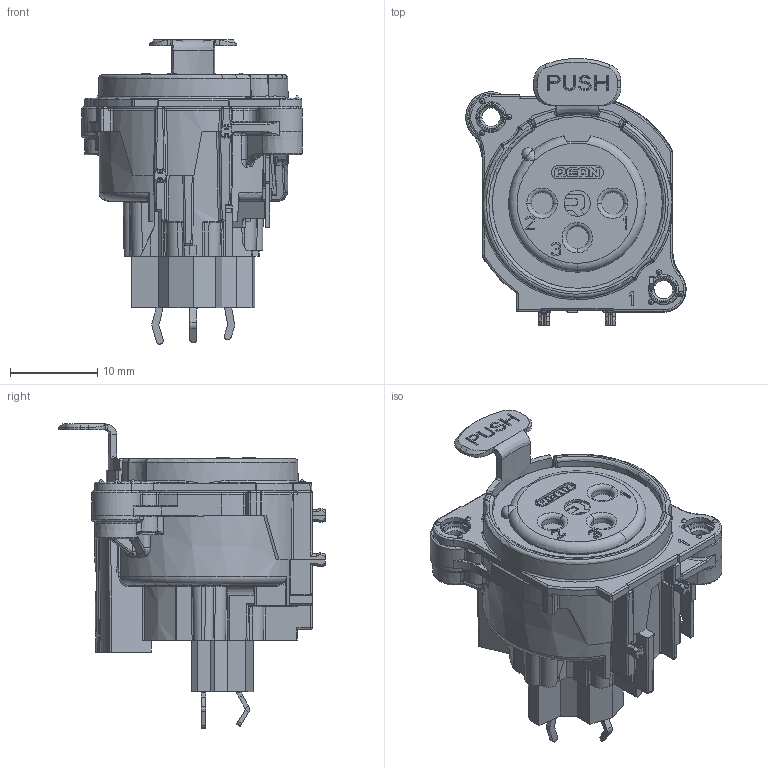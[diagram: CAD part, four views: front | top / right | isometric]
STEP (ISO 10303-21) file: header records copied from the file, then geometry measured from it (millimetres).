
FILE_DESCRIPTION((''),'2;1');
FILE_NAME('RRX3F-B-010','2024-04-29T11:14:32',('summer.xia'),(''),'CREO PARAMETRIC BY PTC INC, 2023424','CREO PARAMETRIC BY PTC INC, 2023424','');
FILE_SCHEMA(('CONFIG_CONTROL_DESIGN'));
Products named in the file (1): RRX3F-B-010
Bounding box: 25.3 x 30.61 x 34.91 mm (x, y, z)
Volume: 7823.9 mm3; surface area: 4046.3 mm2
Topology: 1 solids, 7 shells, 1679 faces, 4562 edges, 2875 vertices
Faces by surface type: plane 850, cylinder 379, bspline 152, torus 141, cone 79, sphere 56, extrusion 22
Entity records: 59047 total; most frequent: CARTESIAN_POINT 18549, ORIENTED_EDGE 8990, DIRECTION 7733, EDGE_CURVE 4495, VERTEX_POINT 2832, AXIS2_PLACEMENT_3D 2586, VECTOR 2561, LINE 2539
